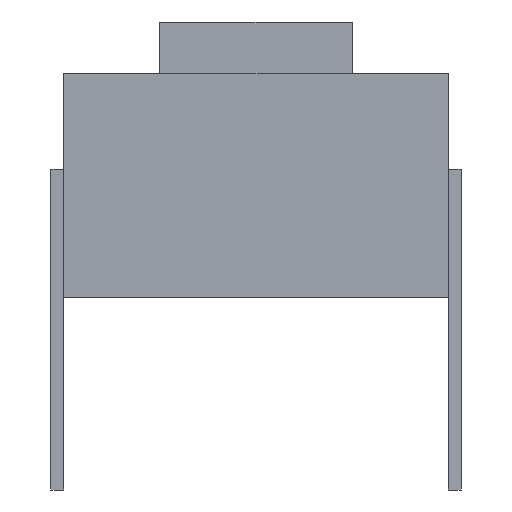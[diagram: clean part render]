
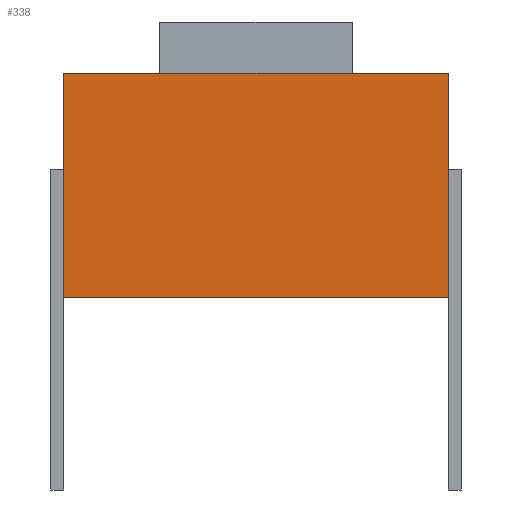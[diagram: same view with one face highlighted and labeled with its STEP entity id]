
A CAD part, front view. The second image highlights one B-rep face of the part: STEP entity #338.
In plain terms, the highlighted planar face has unit normal (0, -1, 0).
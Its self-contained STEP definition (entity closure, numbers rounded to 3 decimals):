
#174 = VERTEX_POINT('',#175);
#175 = CARTESIAN_POINT('',(-3.,-1.75,0.));
#183 = EDGE_CURVE('',#174,#184,#186,.T.);
#184 = VERTEX_POINT('',#185);
#185 = CARTESIAN_POINT('',(3.,-1.75,0.));
#186 = LINE('',#187,#188);
#187 = CARTESIAN_POINT('',(-3.,-1.75,0.));
#188 = VECTOR('',#189,1.);
#189 = DIRECTION('',(1.,0.,0.));
#254 = VERTEX_POINT('',#255);
#255 = CARTESIAN_POINT('',(3.,-1.75,3.5));
#263 = EDGE_CURVE('',#184,#254,#264,.T.);
#264 = LINE('',#265,#266);
#265 = CARTESIAN_POINT('',(3.,-1.75,0.));
#266 = VECTOR('',#267,1.);
#267 = DIRECTION('',(0.,0.,1.));
#289 = VERTEX_POINT('',#290);
#290 = CARTESIAN_POINT('',(-3.,-1.75,3.5));
#298 = EDGE_CURVE('',#174,#289,#299,.T.);
#299 = LINE('',#300,#301);
#300 = CARTESIAN_POINT('',(-3.,-1.75,0.));
#301 = VECTOR('',#302,1.);
#302 = DIRECTION('',(0.,0.,1.));
#338 = ADVANCED_FACE('',(#339),#350,.F.);
#339 = FACE_BOUND('',#340,.F.);
#340 = EDGE_LOOP('',(#341,#342,#343,#349));
#341 = ORIENTED_EDGE('',*,*,#183,.F.);
#342 = ORIENTED_EDGE('',*,*,#298,.T.);
#343 = ORIENTED_EDGE('',*,*,#344,.T.);
#344 = EDGE_CURVE('',#289,#254,#345,.T.);
#345 = LINE('',#346,#347);
#346 = CARTESIAN_POINT('',(-3.,-1.75,3.5));
#347 = VECTOR('',#348,1.);
#348 = DIRECTION('',(1.,0.,0.));
#349 = ORIENTED_EDGE('',*,*,#263,.F.);
#350 = PLANE('',#351);
#351 = AXIS2_PLACEMENT_3D('',#352,#353,#354);
#352 = CARTESIAN_POINT('',(-3.,-1.75,0.));
#353 = DIRECTION('',(0.,1.,0.));
#354 = DIRECTION('',(0.,0.,1.));
